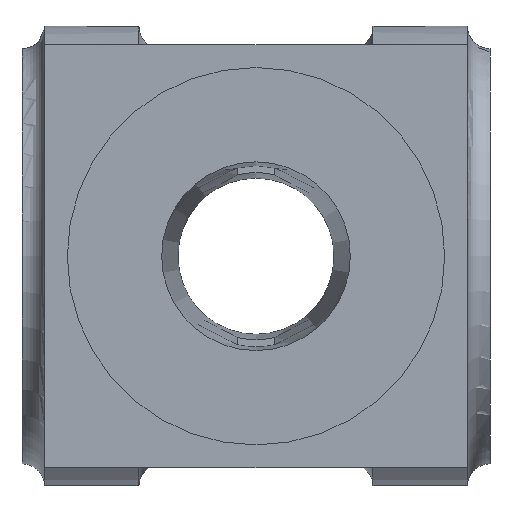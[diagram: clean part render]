
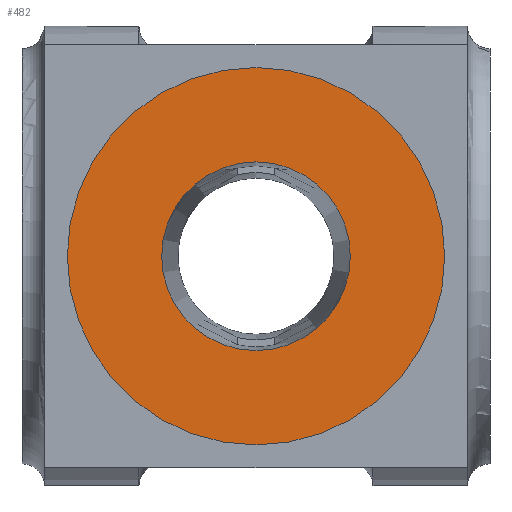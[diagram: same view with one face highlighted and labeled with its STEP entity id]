
A CAD part, left-side view. The second image highlights one B-rep face of the part: STEP entity #482.
In plain terms, the highlighted planar face has unit normal (-1, 0, 0).
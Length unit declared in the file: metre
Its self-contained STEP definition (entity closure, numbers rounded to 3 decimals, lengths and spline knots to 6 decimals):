
#87=PLANE('',#532);
#125=ORIENTED_EDGE('',*,*,#245,.T.);
#126=ORIENTED_EDGE('',*,*,#254,.T.);
#245=EDGE_CURVE('',#310,#310,#353,.F.);
#254=EDGE_CURVE('',#319,#319,#356,.T.);
#310=VERTEX_POINT('',#757);
#319=VERTEX_POINT('',#783);
#353=CIRCLE('',#528,0.025);
#356=CIRCLE('',#533,0.05);
#385=EDGE_LOOP('',(#125));
#386=EDGE_LOOP('',(#126));
#435=FACE_BOUND('',#385,.T.);
#436=FACE_BOUND('',#386,.T.);
#482=ADVANCED_FACE('',(#435,#436),#87,.T.);
#528=AXIS2_PLACEMENT_3D('',#756,#594,#595);
#532=AXIS2_PLACEMENT_3D('',#781,#606,#607);
#533=AXIS2_PLACEMENT_3D('',#782,#608,#609);
#594=DIRECTION('',(-1.,0.,0.));
#595=DIRECTION('',(0.,0.,1.));
#606=DIRECTION('',(-1.,0.,0.));
#607=DIRECTION('',(0.,0.,1.));
#608=DIRECTION('',(-1.,0.,0.));
#609=DIRECTION('',(0.,0.,1.));
#756=CARTESIAN_POINT('',(0.,0.,0.));
#757=CARTESIAN_POINT('',(0.,0.,0.025));
#781=CARTESIAN_POINT('',(0.,0.,0.0375));
#782=CARTESIAN_POINT('',(0.,0.,0.));
#783=CARTESIAN_POINT('',(0.,0.,0.05));
